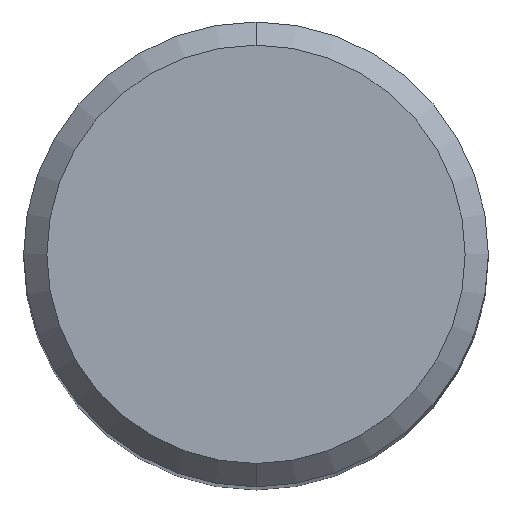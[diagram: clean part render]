
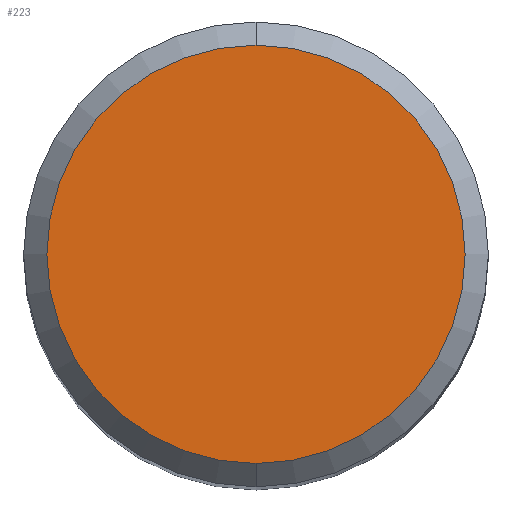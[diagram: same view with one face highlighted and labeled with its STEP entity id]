
A CAD part, top view. The second image highlights one B-rep face of the part: STEP entity #223.
In plain terms, the highlighted planar face has unit normal (0, 0, 1).
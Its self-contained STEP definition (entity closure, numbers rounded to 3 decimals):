
#191=EDGE_CURVE('',#309,#329,#499,.T.);
#223=ADVANCED_FACE('',(#535),#536,.T.);
#309=VERTEX_POINT('',#633);
#329=VERTEX_POINT('',#654);
#439=EDGE_CURVE('',#329,#309,#773,.T.);
#499=CIRCLE('',#848,7.2);
#535=FACE_OUTER_BOUND('',#931,.T.);
#536=PLANE('',#932);
#633=CARTESIAN_POINT('',(0.,-7.2,0.0));
#654=CARTESIAN_POINT('',(0.0,7.2,0.0));
#773=CIRCLE('',#1432,7.2);
#848=AXIS2_PLACEMENT_3D('',#1520,#1521,#1522);
#931=EDGE_LOOP('',(#1558,#1559));
#932=AXIS2_PLACEMENT_3D('',#1560,#1561,#1562);
#1432=AXIS2_PLACEMENT_3D('',#1838,#1839,#1840);
#1520=CARTESIAN_POINT('',(0.0,0.0,0.0));
#1521=DIRECTION('',(0.0,0.0,-1.0));
#1522=DIRECTION('',(0.0,1.0,0.0));
#1558=ORIENTED_EDGE('',*,*,#439,.F.);
#1559=ORIENTED_EDGE('',*,*,#191,.F.);
#1560=CARTESIAN_POINT('',(0.0,3.6,0.0));
#1561=DIRECTION('',(-0.0,0.0,1.0));
#1562=DIRECTION('',(0.0,-1.0,0.0));
#1838=CARTESIAN_POINT('',(0.0,0.0,0.0));
#1839=DIRECTION('',(0.0,0.0,-1.0));
#1840=DIRECTION('',(0.0,1.0,0.0));
